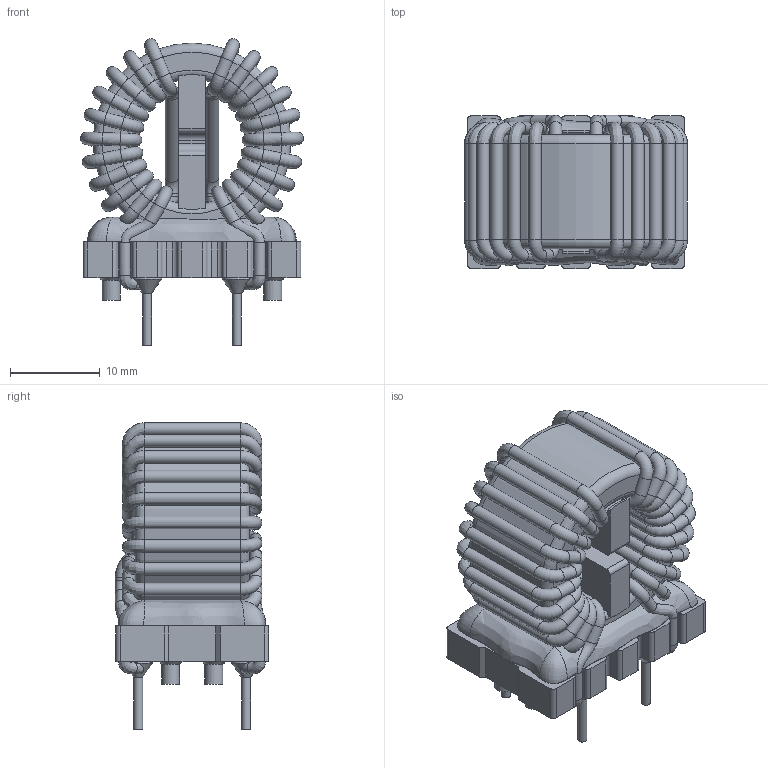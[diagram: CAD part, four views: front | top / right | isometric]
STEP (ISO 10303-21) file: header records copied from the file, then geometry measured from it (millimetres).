
FILE_DESCRIPTION(/* description */ ('Unknown'),/* implementation_level */ '2;1');
FILE_NAME(/* name */ '744824801_L',/* time_stamp */ '2023-06-13T13:50:36+02:00',/* author */ ('Unknown'),/* organization */ ('Unknown'),/* preprocessor_version */ 'ST-DEVELOPER v16.7',/* originating_system */ 'Solid Edge',/* authorisation */ 'Unknown');
FILE_SCHEMA (('AUTOMOTIVE_DESIGN {1 0 10303 214 3 1 1}'));
Length unit declared in the file: millimetre
Products named in the file (6): 744824801_L; Core; Base; Spacer; Glue; Solderpoint
Assembly tree (5 placements, depth 2):
  744824801_L
    Core
    Base
    Spacer
    Glue
    Solderpoint
Bounding box: 24.81 x 17.03 x 34.08 mm (x, y, z)
Volume: 6706.7 mm3; surface area: 8538.4 mm2
Topology: 10 solids, 10 shells, 433 faces, 1007 edges, 600 vertices
Faces by surface type: cylinder 171, plane 103, bspline 82, torus 64, cone 13
Full cylindrical faces by diameter (mm): 1 x4, 1.3 x4, 1.4 x90, 2 x4, 14 x1, 22 x1
Entity records: 30487 total; most frequent: CARTESIAN_POINT 19176, DIRECTION 1730, ORIENTED_EDGE 1508, EDGE_CURVE 754, AXIS2_PLACEMENT_3D 734, EDGE_LOOP 670, FACE_BOUND 670, VERTEX_POINT 578
